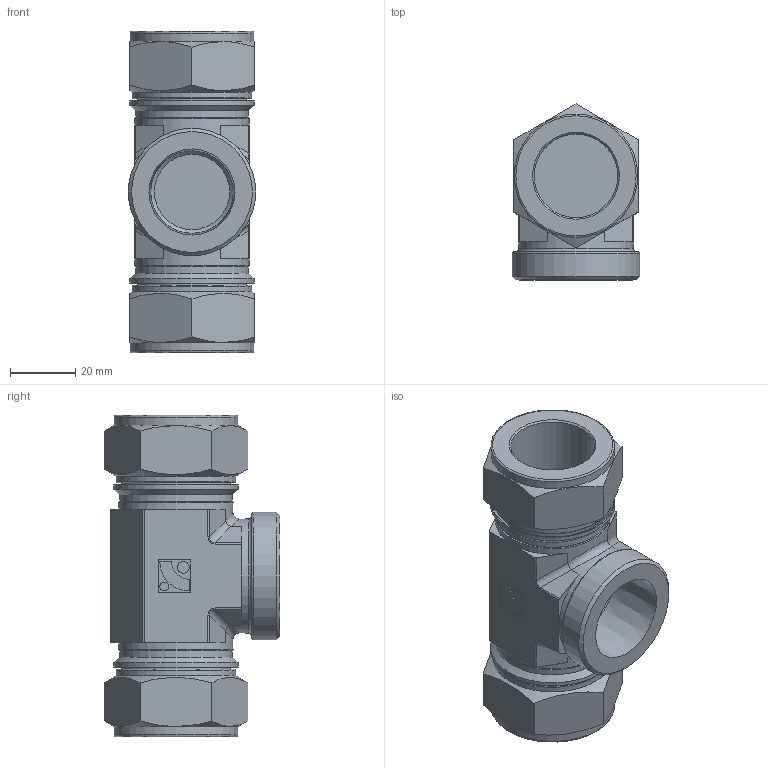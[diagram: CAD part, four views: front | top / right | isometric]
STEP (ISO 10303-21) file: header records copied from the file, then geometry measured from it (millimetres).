
FILE_DESCRIPTION(/* description */ (''),/* implementation_level */ '2;1');
FILE_NAME(/* name */ 'SFBTI-16-12N.stp',/* time_stamp */ '2022-04-27T16:22:11+09:00',/* author */ ('user'),/* organization */ (''),/* preprocessor_version */ 'ST-DEVELOPER v18.1',/* originating_system */ 'Autodesk Inventor 2022',/* authorisation */ '');
FILE_SCHEMA (('AUTOMOTIVE_DESIGN { 1 0 10303 214 3 1 1 }'));
Length unit declared in the file: millimetre
Products named in the file (1): SFBT-16-12N
Bounding box: 39 x 53.8 x 98.29 mm (x, y, z)
Volume: 83039.7 mm3; surface area: 27018.1 mm2
Topology: 1 solids, 1 shells, 134 faces, 293 edges, 177 vertices
Faces by surface type: plane 63, cylinder 40, cone 19, torus 6, bspline 6
Full cylindrical faces by diameter (mm): 2.7 x1, 3.6 x1, 23 x1, 25.6 x2, 31.45 x2, 31.85 x2, 33.34 x2, 34.5 x2, 34.9 x3, 36.5 x2, 37.8 x2, 38 x2, 39 x1
Entity records: 3799 total; most frequent: CARTESIAN_POINT 807, DIRECTION 656, ORIENTED_EDGE 586, EDGE_CURVE 293, AXIS2_PLACEMENT_3D 258, VERTEX_POINT 177, EDGE_LOOP 150, LINE 140
